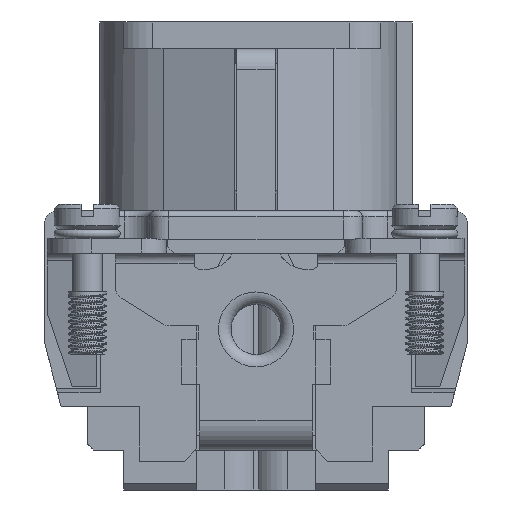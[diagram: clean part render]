
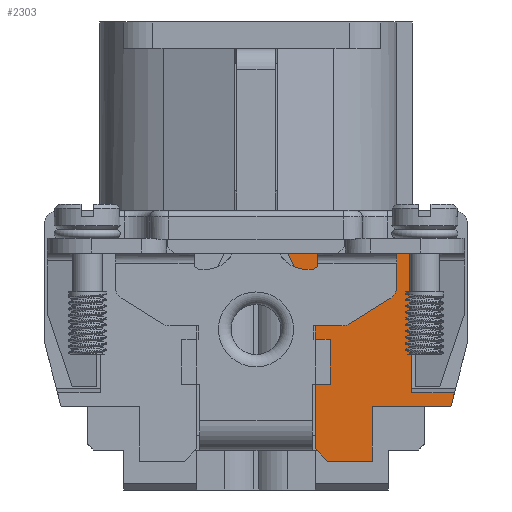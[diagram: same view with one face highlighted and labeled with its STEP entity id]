
A CAD part, left-side view. The second image highlights one B-rep face of the part: STEP entity #2303.
In plain terms, the highlighted planar face has unit normal (-1, 0, 0).
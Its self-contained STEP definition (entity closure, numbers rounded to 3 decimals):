
#1515=CIRCLE('',#19757,2.5);
#1516=CIRCLE('',#19758,0.5);
#1517=CIRCLE('',#19759,1.);
#1518=CIRCLE('',#19760,1.);
#2303=ADVANCED_FACE('',(#4108),#3418,.T.);
#3418=PLANE('',#19761);
#4108=FACE_OUTER_BOUND('',#4830,.T.);
#4830=EDGE_LOOP('',(#6607,#6608,#6609,#6610,#6611,#6612,#6613,#6614,#6615,
#6616,#6617,#6618,#6619,#6620,#6621,#6622,#6623,#6624,#6625,#6626,#6627,
#6628,#6629,#6630,#6631));
#6607=ORIENTED_EDGE('',*,*,#13783,.F.);
#6608=ORIENTED_EDGE('',*,*,#13784,.T.);
#6609=ORIENTED_EDGE('',*,*,#13773,.F.);
#6610=ORIENTED_EDGE('',*,*,#13785,.T.);
#6611=ORIENTED_EDGE('',*,*,#13786,.T.);
#6612=ORIENTED_EDGE('',*,*,#13787,.F.);
#6613=ORIENTED_EDGE('',*,*,#13788,.T.);
#6614=ORIENTED_EDGE('',*,*,#13789,.T.);
#6615=ORIENTED_EDGE('',*,*,#13790,.F.);
#6616=ORIENTED_EDGE('',*,*,#13779,.T.);
#6617=ORIENTED_EDGE('',*,*,#13791,.T.);
#6618=ORIENTED_EDGE('',*,*,#13792,.T.);
#6619=ORIENTED_EDGE('',*,*,#13793,.F.);
#6620=ORIENTED_EDGE('',*,*,#13794,.T.);
#6621=ORIENTED_EDGE('',*,*,#13795,.F.);
#6622=ORIENTED_EDGE('',*,*,#13796,.T.);
#6623=ORIENTED_EDGE('',*,*,#13797,.T.);
#6624=ORIENTED_EDGE('',*,*,#13798,.F.);
#6625=ORIENTED_EDGE('',*,*,#13799,.F.);
#6626=ORIENTED_EDGE('',*,*,#13800,.F.);
#6627=ORIENTED_EDGE('',*,*,#13801,.T.);
#6628=ORIENTED_EDGE('',*,*,#13802,.F.);
#6629=ORIENTED_EDGE('',*,*,#13803,.F.);
#6630=ORIENTED_EDGE('',*,*,#13762,.F.);
#6631=ORIENTED_EDGE('',*,*,#13804,.F.);
#11852=VERTEX_POINT('',#27559);
#11854=VERTEX_POINT('',#27563);
#11855=VERTEX_POINT('',#27565);
#11865=VERTEX_POINT('',#27585);
#11871=VERTEX_POINT('',#27598);
#11872=VERTEX_POINT('',#27600);
#11875=VERTEX_POINT('',#27608);
#11876=VERTEX_POINT('',#27609);
#11877=VERTEX_POINT('',#27612);
#11878=VERTEX_POINT('',#27614);
#11879=VERTEX_POINT('',#27616);
#11880=VERTEX_POINT('',#27618);
#11881=VERTEX_POINT('',#27620);
#11882=VERTEX_POINT('',#27623);
#11883=VERTEX_POINT('',#27625);
#11884=VERTEX_POINT('',#27627);
#11885=VERTEX_POINT('',#27629);
#11886=VERTEX_POINT('',#27631);
#11887=VERTEX_POINT('',#27633);
#11888=VERTEX_POINT('',#27635);
#11889=VERTEX_POINT('',#27637);
#11890=VERTEX_POINT('',#27639);
#11891=VERTEX_POINT('',#27641);
#11892=VERTEX_POINT('',#27643);
#11893=VERTEX_POINT('',#27645);
#13762=EDGE_CURVE('',#11854,#11855,#16394,.T.);
#13773=EDGE_CURVE('',#11865,#11852,#16405,.T.);
#13779=EDGE_CURVE('',#11872,#11871,#16410,.T.);
#13783=EDGE_CURVE('',#11875,#11876,#16414,.T.);
#13784=EDGE_CURVE('',#11875,#11852,#16415,.T.);
#13785=EDGE_CURVE('',#11865,#11877,#16416,.T.);
#13786=EDGE_CURVE('',#11877,#11878,#16417,.T.);
#13787=EDGE_CURVE('',#11879,#11878,#16418,.T.);
#13788=EDGE_CURVE('',#11879,#11880,#16419,.T.);
#13789=EDGE_CURVE('',#11880,#11881,#16420,.T.);
#13790=EDGE_CURVE('',#11872,#11881,#16421,.T.);
#13791=EDGE_CURVE('',#11871,#11882,#16422,.T.);
#13792=EDGE_CURVE('',#11882,#11883,#16423,.T.);
#13793=EDGE_CURVE('',#11884,#11883,#16424,.T.);
#13794=EDGE_CURVE('',#11884,#11885,#1515,.T.);
#13795=EDGE_CURVE('',#11886,#11885,#16425,.T.);
#13796=EDGE_CURVE('',#11886,#11887,#1516,.T.);
#13797=EDGE_CURVE('',#11887,#11888,#16426,.T.);
#13798=EDGE_CURVE('',#11889,#11888,#16427,.T.);
#13799=EDGE_CURVE('',#11890,#11889,#16428,.T.);
#13800=EDGE_CURVE('',#11891,#11890,#1517,.T.);
#13801=EDGE_CURVE('',#11891,#11892,#16429,.T.);
#13802=EDGE_CURVE('',#11893,#11892,#1518,.T.);
#13803=EDGE_CURVE('',#11855,#11893,#16430,.T.);
#13804=EDGE_CURVE('',#11876,#11854,#16431,.T.);
#16394=LINE('',#27564,#18120);
#16405=LINE('',#27586,#18131);
#16410=LINE('',#27599,#18136);
#16414=LINE('',#27607,#18140);
#16415=LINE('',#27610,#18141);
#16416=LINE('',#27611,#18142);
#16417=LINE('',#27613,#18143);
#16418=LINE('',#27615,#18144);
#16419=LINE('',#27617,#18145);
#16420=LINE('',#27619,#18146);
#16421=LINE('',#27621,#18147);
#16422=LINE('',#27622,#18148);
#16423=LINE('',#27624,#18149);
#16424=LINE('',#27626,#18150);
#16425=LINE('',#27630,#18151);
#16426=LINE('',#27634,#18152);
#16427=LINE('',#27636,#18153);
#16428=LINE('',#27638,#18154);
#16429=LINE('',#27642,#18155);
#16430=LINE('',#27646,#18156);
#16431=LINE('',#27647,#18157);
#18120=VECTOR('',#21869,1.);
#18131=VECTOR('',#21880,1.);
#18136=VECTOR('',#21889,1.);
#18140=VECTOR('',#21895,1.);
#18141=VECTOR('',#21896,1.);
#18142=VECTOR('',#21897,1.);
#18143=VECTOR('',#21898,1.);
#18144=VECTOR('',#21899,1.);
#18145=VECTOR('',#21900,1.);
#18146=VECTOR('',#21901,1.);
#18147=VECTOR('',#21902,1.);
#18148=VECTOR('',#21903,1.);
#18149=VECTOR('',#21904,1.);
#18150=VECTOR('',#21905,1.);
#18151=VECTOR('',#21908,1.);
#18152=VECTOR('',#21911,1.);
#18153=VECTOR('',#21912,1.);
#18154=VECTOR('',#21913,1.);
#18155=VECTOR('',#21916,1.);
#18156=VECTOR('',#21919,1.);
#18157=VECTOR('',#21920,1.);
#19757=AXIS2_PLACEMENT_3D('',#27628,#21906,#21907);
#19758=AXIS2_PLACEMENT_3D('',#27632,#21909,#21910);
#19759=AXIS2_PLACEMENT_3D('',#27640,#21914,#21915);
#19760=AXIS2_PLACEMENT_3D('',#27644,#21917,#21918);
#19761=AXIS2_PLACEMENT_3D('',#27648,#21921,#21922);
#21869=DIRECTION('',(0.,0.,1.));
#21880=DIRECTION('',(0.,0.,1.));
#21889=DIRECTION('',(0.,0.,1.));
#21895=DIRECTION('',(0.,0.,1.));
#21896=DIRECTION('',(0.,1.,0.));
#21897=DIRECTION('',(0.,-0.707,-0.707));
#21898=DIRECTION('',(0.,-1.,0.));
#21899=DIRECTION('',(0.,0.,-1.));
#21900=DIRECTION('',(0.,-1.,0.));
#21901=DIRECTION('',(0.,-0.252,0.968));
#21902=DIRECTION('',(0.,-1.,0.));
#21903=DIRECTION('',(0.,1.,0.));
#21904=DIRECTION('',(0.,1.,0.));
#21905=DIRECTION('',(0.,0.422,0.907));
#21906=DIRECTION('',(-1.,0.,0.));
#21907=DIRECTION('',(0.,0.,-1.));
#21908=DIRECTION('',(0.,1.,0.));
#21909=DIRECTION('',(-1.,0.,0.));
#21910=DIRECTION('',(0.,0.,-1.));
#21911=DIRECTION('',(0.,0.,1.));
#21912=DIRECTION('',(0.,1.,0.));
#21913=DIRECTION('',(0.,0.,1.));
#21914=DIRECTION('',(-1.,0.,0.));
#21915=DIRECTION('',(0.,0.,-1.));
#21916=DIRECTION('',(0.,0.848,-0.53));
#21917=DIRECTION('',(-1.,0.,0.));
#21918=DIRECTION('',(0.,0.,-1.));
#21919=DIRECTION('',(0.,-1.,0.));
#21920=DIRECTION('',(0.,1.,0.));
#21921=DIRECTION('',(-1.,0.,0.));
#21922=DIRECTION('',(0.,0.,-1.));
#27559=CARTESIAN_POINT('',(-31.75,-4.75,7.));
#27563=CARTESIAN_POINT('',(-31.75,-4.75,10.6));
#27564=CARTESIAN_POINT('',(-31.75,-4.75,2.45));
#27565=CARTESIAN_POINT('',(-31.75,-4.75,11.7));
#27585=CARTESIAN_POINT('',(-31.75,-4.75,1.85));
#27586=CARTESIAN_POINT('',(-31.75,-4.75,2.45));
#27598=CARTESIAN_POINT('',(-31.75,-12.45,17.5));
#27599=CARTESIAN_POINT('',(-31.75,-12.45,2.45));
#27600=CARTESIAN_POINT('',(-31.75,-12.45,6.324));
#27607=CARTESIAN_POINT('',(-31.75,-5.23,10.9));
#27608=CARTESIAN_POINT('',(-31.75,-5.23,7.));
#27609=CARTESIAN_POINT('',(-31.75,-5.23,10.6));
#27610=CARTESIAN_POINT('',(-31.75,-11.2,7.));
#27611=CARTESIAN_POINT('',(-31.75,-4.75,1.85));
#27612=CARTESIAN_POINT('',(-31.75,-5.75,0.85));
#27613=CARTESIAN_POINT('',(-31.75,-11.2,0.85));
#27614=CARTESIAN_POINT('',(-31.75,-9.3,0.85));
#27615=CARTESIAN_POINT('',(-31.75,-9.3,2.45));
#27616=CARTESIAN_POINT('',(-31.75,-9.3,5.25));
#27617=CARTESIAN_POINT('',(-31.75,-11.2,5.25));
#27618=CARTESIAN_POINT('',(-31.75,-15.6,5.25));
#27619=CARTESIAN_POINT('',(-31.75,-14.639,1.556));
#27620=CARTESIAN_POINT('',(-31.75,-15.879,6.324));
#27621=CARTESIAN_POINT('',(-31.75,-16.9,6.324));
#27622=CARTESIAN_POINT('',(-31.75,-11.2,17.5));
#27623=CARTESIAN_POINT('',(-31.75,-4.25,17.5));
#27624=CARTESIAN_POINT('',(-31.75,-4.9,17.5));
#27625=CARTESIAN_POINT('',(-31.75,-2.55,17.5));
#27626=CARTESIAN_POINT('',(-31.75,-2.55,17.5));
#27627=CARTESIAN_POINT('',(-31.75,-3.059,16.405));
#27628=CARTESIAN_POINT('',(-31.75,-4.05,18.7));
#27629=CARTESIAN_POINT('',(-31.75,-4.05,16.2));
#27630=CARTESIAN_POINT('',(-31.75,-11.2,16.2));
#27631=CARTESIAN_POINT('',(-31.75,-4.45,16.2));
#27632=CARTESIAN_POINT('',(-31.75,-4.45,16.7));
#27633=CARTESIAN_POINT('',(-31.75,-4.95,16.7));
#27634=CARTESIAN_POINT('',(-31.75,-4.95,2.45));
#27635=CARTESIAN_POINT('',(-31.75,-4.95,17.324));
#27636=CARTESIAN_POINT('',(-31.75,0.,17.324));
#27637=CARTESIAN_POINT('',(-31.75,-11.25,17.324));
#27638=CARTESIAN_POINT('',(-31.75,-11.25,2.45));
#27639=CARTESIAN_POINT('',(-31.75,-11.25,14.754));
#27640=CARTESIAN_POINT('',(-31.75,-10.25,14.754));
#27641=CARTESIAN_POINT('',(-31.75,-10.78,13.906));
#27642=CARTESIAN_POINT('',(-31.75,-5.933,10.877));
#27643=CARTESIAN_POINT('',(-31.75,-7.493,11.852));
#27644=CARTESIAN_POINT('',(-31.75,-6.963,12.7));
#27645=CARTESIAN_POINT('',(-31.75,-6.963,11.7));
#27646=CARTESIAN_POINT('',(-31.75,-11.2,11.7));
#27647=CARTESIAN_POINT('',(-31.75,-11.2,10.6));
#27648=CARTESIAN_POINT('',(-31.75,-11.2,2.45));
